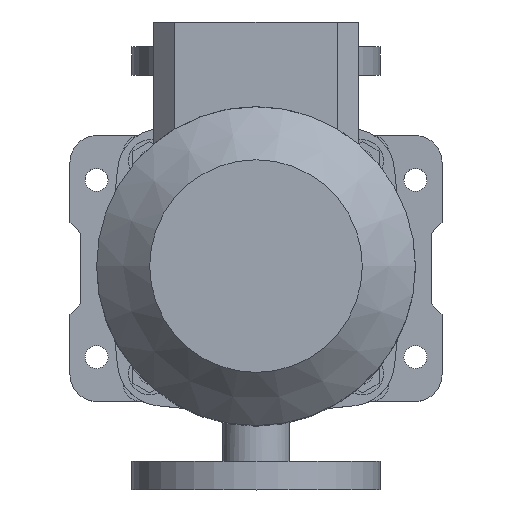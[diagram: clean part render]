
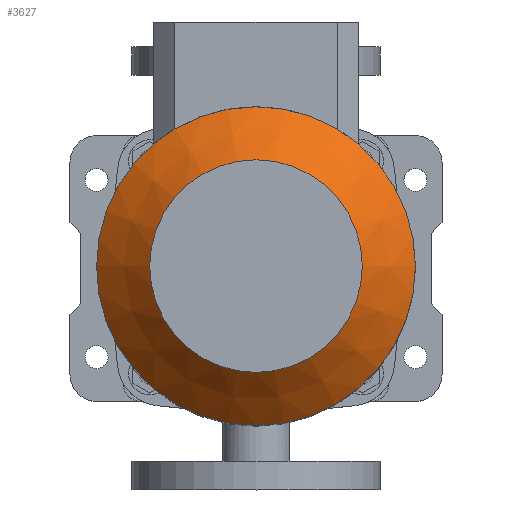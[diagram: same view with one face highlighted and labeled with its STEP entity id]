
A CAD part, top view. The second image highlights one B-rep face of the part: STEP entity #3627.
In plain terms, the highlighted conical face has half-angle 45 degrees and reference radius 60 mm.
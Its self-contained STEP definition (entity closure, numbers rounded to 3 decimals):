
#19=CONICAL_SURFACE('',#4109,60.,0.785);
#331=CIRCLE('',#4085,90.);
#339=CIRCLE('',#4103,60.);
#1096=ORIENTED_EDGE('',*,*,#1614,.F.);
#1097=ORIENTED_EDGE('',*,*,#1628,.F.);
#1614=EDGE_CURVE('',#1979,#1979,#331,.T.);
#1628=EDGE_CURVE('',#1992,#1992,#339,.F.);
#1979=VERTEX_POINT('',#6758);
#1992=VERTEX_POINT('',#6791);
#2926=EDGE_LOOP('',(#1096));
#2927=EDGE_LOOP('',(#1097));
#3259=FACE_BOUND('',#2926,.T.);
#3260=FACE_BOUND('',#2927,.T.);
#3627=ADVANCED_FACE('',(#3259,#3260),#19,.T.);
#4085=AXIS2_PLACEMENT_3D('',#6757,#4980,#4981);
#4103=AXIS2_PLACEMENT_3D('',#6790,#5018,#5019);
#4109=AXIS2_PLACEMENT_3D('',#6821,#5046,#5047);
#4980=DIRECTION('',(0.,0.,-1.));
#4981=DIRECTION('',(-1.,0.,0.));
#5018=DIRECTION('',(0.,0.,-1.));
#5019=DIRECTION('',(-1.,0.,0.));
#5046=DIRECTION('',(0.,0.,-1.));
#5047=DIRECTION('',(-1.,0.,0.));
#6757=CARTESIAN_POINT('',(0.,0.,237.));
#6758=CARTESIAN_POINT('',(-90.,0.,237.));
#6790=CARTESIAN_POINT('',(0.,0.,267.));
#6791=CARTESIAN_POINT('',(-60.,0.,267.));
#6821=CARTESIAN_POINT('',(0.,0.,267.));
